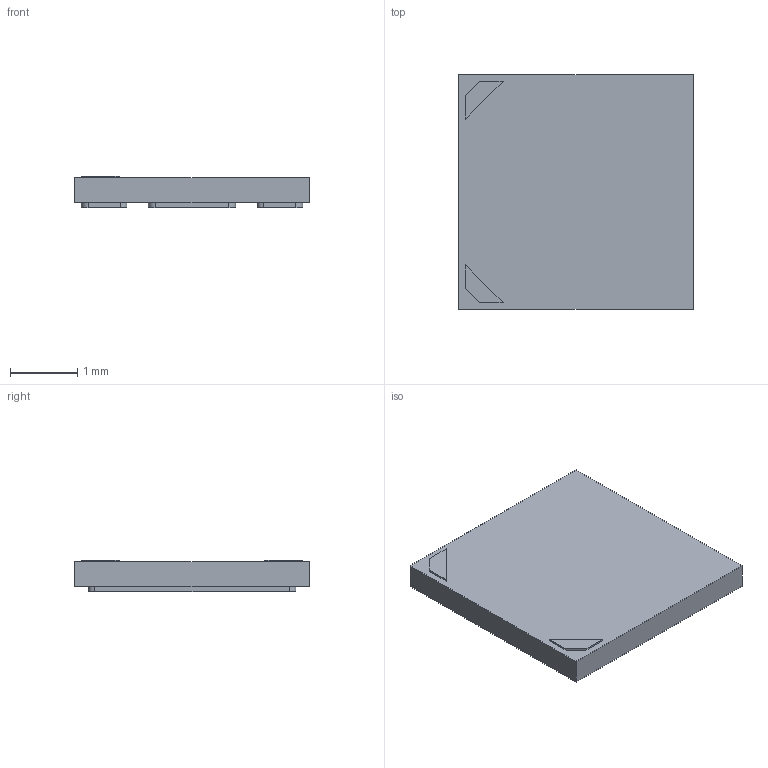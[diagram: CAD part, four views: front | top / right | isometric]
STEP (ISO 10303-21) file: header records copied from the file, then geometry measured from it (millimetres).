
FILE_DESCRIPTION(/* description */ (''),/* implementation_level */ '2;1');
FILE_NAME(/* name */ 'Everlight - 1414_3535 BODY.step',/* time_stamp */ '2019-11-27T12:27:12+00:00',/* author */ (''),/* organization */ (''),/* preprocessor_version */ 'ST-DEVELOPER v18',/* originating_system */ 'Autodesk Translation Framework v8.12.0.6',/* authorisation */ '');
FILE_SCHEMA (('AUTOMOTIVE_DESIGN { 1 0 10303 214 3 1 1 }'));
Length unit declared in the file: millimetre
Products named in the file (1): Everlight - 1414_3535
Bounding box: 3.5 x 3.5 x 0.47 mm (x, y, z)
Volume: 5.2 mm3; surface area: 31.7 mm2
Topology: 1 solids, 1 shells, 55 faces, 144 edges, 96 vertices
Faces by surface type: plane 41, cylinder 14
Entity records: 1782 total; most frequent: CARTESIAN_POINT 296, ORIENTED_EDGE 288, DIRECTION 284, EDGE_CURVE 144, LINE 116, VECTOR 116, VERTEX_POINT 96, AXIS2_PLACEMENT_3D 84
